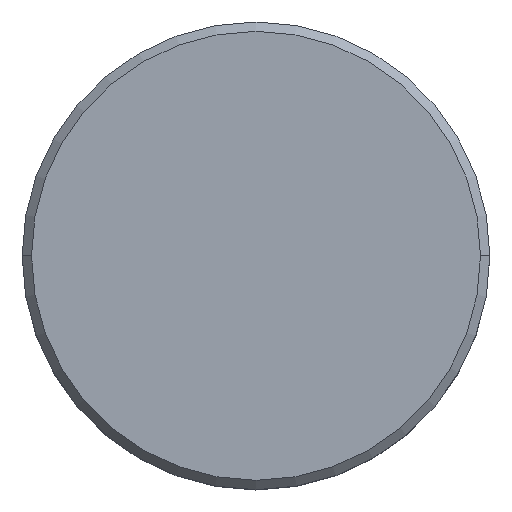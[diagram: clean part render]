
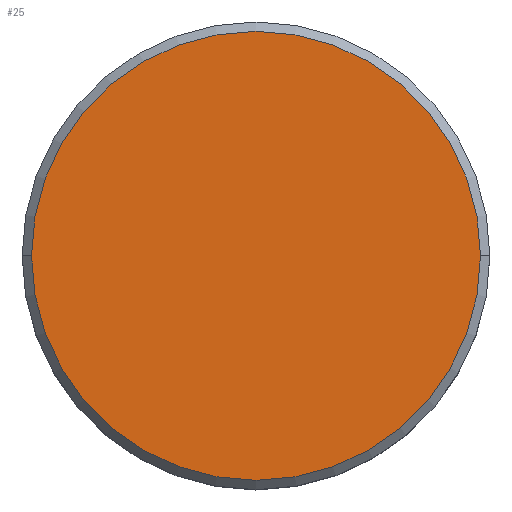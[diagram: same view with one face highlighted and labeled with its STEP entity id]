
A CAD part, top view. The second image highlights one B-rep face of the part: STEP entity #25.
In plain terms, the highlighted planar face has unit normal (0, 0, 1).
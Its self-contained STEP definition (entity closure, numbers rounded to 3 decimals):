
#11 = CARTESIAN_POINT ( 'NONE',  ( 12., 0., 0. ) ) ;
#25 = ADVANCED_FACE ( 'NONE', ( #390 ), #428, .T. ) ;
#40 = DIRECTION ( 'NONE',  ( 1., 0., 0. ) ) ;
#145 = AXIS2_PLACEMENT_3D ( 'NONE', #403, #276, #40 ) ;
#185 = ORIENTED_EDGE ( 'NONE', *, *, #409, .T. ) ;
#205 = VERTEX_POINT ( 'NONE', #462 ) ;
#237 = CARTESIAN_POINT ( 'NONE',  ( 0., 0., 0. ) ) ;
#269 = ORIENTED_EDGE ( 'NONE', *, *, #294, .T. ) ;
#276 = DIRECTION ( 'NONE',  ( 0., 0., 1. ) ) ;
#294 = EDGE_CURVE ( 'NONE', #205, #510, #560, .T. ) ;
#349 = CARTESIAN_POINT ( 'NONE',  ( 0., 0., 0. ) ) ;
#366 = AXIS2_PLACEMENT_3D ( 'NONE', #237, #377, #561 ) ;
#377 = DIRECTION ( 'NONE',  ( 0., 0., 1. ) ) ;
#390 = FACE_OUTER_BOUND ( 'NONE', #439, .T. ) ;
#403 = CARTESIAN_POINT ( 'NONE',  ( 0., 0., 0. ) ) ;
#409 = EDGE_CURVE ( 'NONE', #510, #205, #509, .T. ) ;
#428 = PLANE ( 'NONE',  #487 ) ;
#439 = EDGE_LOOP ( 'NONE', ( #269, #185 ) ) ;
#462 = CARTESIAN_POINT ( 'NONE',  ( -12., 0., 0. ) ) ;
#487 = AXIS2_PLACEMENT_3D ( 'NONE', #349, #581, #535 ) ;
#509 = CIRCLE ( 'NONE', #145, 12. ) ;
#510 = VERTEX_POINT ( 'NONE', #11 ) ;
#535 = DIRECTION ( 'NONE',  ( 1., 0., 0. ) ) ;
#560 = CIRCLE ( 'NONE', #366, 12. ) ;
#561 = DIRECTION ( 'NONE',  ( 1., 0., 0. ) ) ;
#581 = DIRECTION ( 'NONE',  ( 0., 0., 1. ) ) ;
